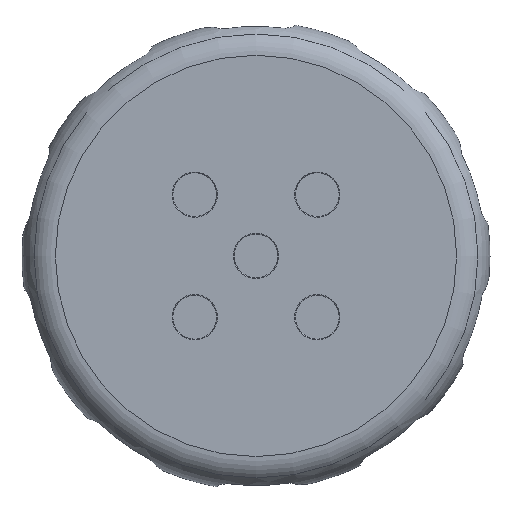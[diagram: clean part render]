
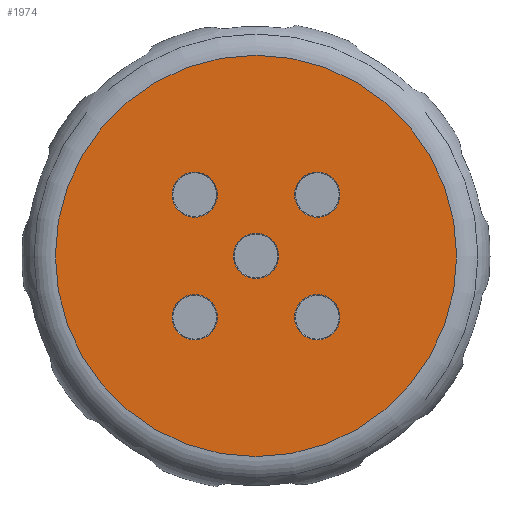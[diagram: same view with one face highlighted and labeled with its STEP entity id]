
A CAD part, top view. The second image highlights one B-rep face of the part: STEP entity #1974.
In plain terms, the highlighted planar face has unit normal (0, 0, 1).
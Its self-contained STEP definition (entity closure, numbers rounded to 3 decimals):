
#404=FACE_BOUND('',#582,.T.);
#405=FACE_BOUND('',#583,.T.);
#406=FACE_BOUND('',#584,.T.);
#407=FACE_BOUND('',#585,.T.);
#408=FACE_BOUND('',#586,.T.);
#425=PLANE('',#2117);
#459=FACE_OUTER_BOUND('',#581,.T.);
#581=EDGE_LOOP('',(#1341));
#582=EDGE_LOOP('',(#1342));
#583=EDGE_LOOP('',(#1343));
#584=EDGE_LOOP('',(#1344));
#585=EDGE_LOOP('',(#1345));
#586=EDGE_LOOP('',(#1346));
#723=CIRCLE('',#2113,3.2);
#727=CIRCLE('',#2118,28.366);
#728=CIRCLE('',#2119,3.2);
#729=CIRCLE('',#2120,3.2);
#730=CIRCLE('',#2121,3.2);
#731=CIRCLE('',#2122,3.2);
#805=VERTEX_POINT('',#2748);
#808=VERTEX_POINT('',#2756);
#809=VERTEX_POINT('',#2758);
#810=VERTEX_POINT('',#2760);
#811=VERTEX_POINT('',#2762);
#812=VERTEX_POINT('',#2764);
#1021=EDGE_CURVE('',#805,#805,#723,.T.);
#1025=EDGE_CURVE('',#808,#808,#727,.T.);
#1026=EDGE_CURVE('',#809,#809,#728,.T.);
#1027=EDGE_CURVE('',#810,#810,#729,.T.);
#1028=EDGE_CURVE('',#811,#811,#730,.T.);
#1029=EDGE_CURVE('',#812,#812,#731,.T.);
#1341=ORIENTED_EDGE('',*,*,#1025,.F.);
#1342=ORIENTED_EDGE('',*,*,#1026,.F.);
#1343=ORIENTED_EDGE('',*,*,#1027,.F.);
#1344=ORIENTED_EDGE('',*,*,#1028,.F.);
#1345=ORIENTED_EDGE('',*,*,#1029,.F.);
#1346=ORIENTED_EDGE('',*,*,#1021,.F.);
#1974=ADVANCED_FACE('',(#459,#404,#405,#406,#407,#408),#425,.T.);
#2113=AXIS2_PLACEMENT_3D('',#2749,#2309,#2310);
#2117=AXIS2_PLACEMENT_3D('',#2755,#2317,#2318);
#2118=AXIS2_PLACEMENT_3D('',#2757,#2319,#2320);
#2119=AXIS2_PLACEMENT_3D('',#2759,#2321,#2322);
#2120=AXIS2_PLACEMENT_3D('',#2761,#2323,#2324);
#2121=AXIS2_PLACEMENT_3D('',#2763,#2325,#2326);
#2122=AXIS2_PLACEMENT_3D('',#2765,#2327,#2328);
#2309=DIRECTION('center_axis',(0.,0.,1.));
#2310=DIRECTION('ref_axis',(1.,0.,0.));
#2317=DIRECTION('center_axis',(0.,0.,1.));
#2318=DIRECTION('ref_axis',(1.,0.,0.));
#2319=DIRECTION('center_axis',(0.,0.,-1.));
#2320=DIRECTION('ref_axis',(0.,-1.,0.));
#2321=DIRECTION('center_axis',(0.,0.,1.));
#2322=DIRECTION('ref_axis',(1.,0.,0.));
#2323=DIRECTION('center_axis',(0.,0.,1.));
#2324=DIRECTION('ref_axis',(1.,0.,0.));
#2325=DIRECTION('center_axis',(0.,0.,1.));
#2326=DIRECTION('ref_axis',(1.,0.,0.));
#2327=DIRECTION('center_axis',(0.,0.,1.));
#2328=DIRECTION('ref_axis',(1.,0.,0.));
#2748=CARTESIAN_POINT('',(-5.462,-8.662,14.));
#2749=CARTESIAN_POINT('Origin',(-8.662,-8.662,14.));
#2755=CARTESIAN_POINT('Origin',(0.,0.,14.));
#2756=CARTESIAN_POINT('',(-28.366,0.,14.));
#2757=CARTESIAN_POINT('Origin',(0.,0.,14.));
#2758=CARTESIAN_POINT('',(3.2,0.,14.));
#2759=CARTESIAN_POINT('Origin',(0.,0.,14.));
#2760=CARTESIAN_POINT('',(11.862,-8.662,14.));
#2761=CARTESIAN_POINT('Origin',(8.662,-8.662,14.));
#2762=CARTESIAN_POINT('',(-11.862,8.662,14.));
#2763=CARTESIAN_POINT('Origin',(-8.662,8.662,14.));
#2764=CARTESIAN_POINT('',(11.862,8.662,14.));
#2765=CARTESIAN_POINT('Origin',(8.662,8.662,14.));
